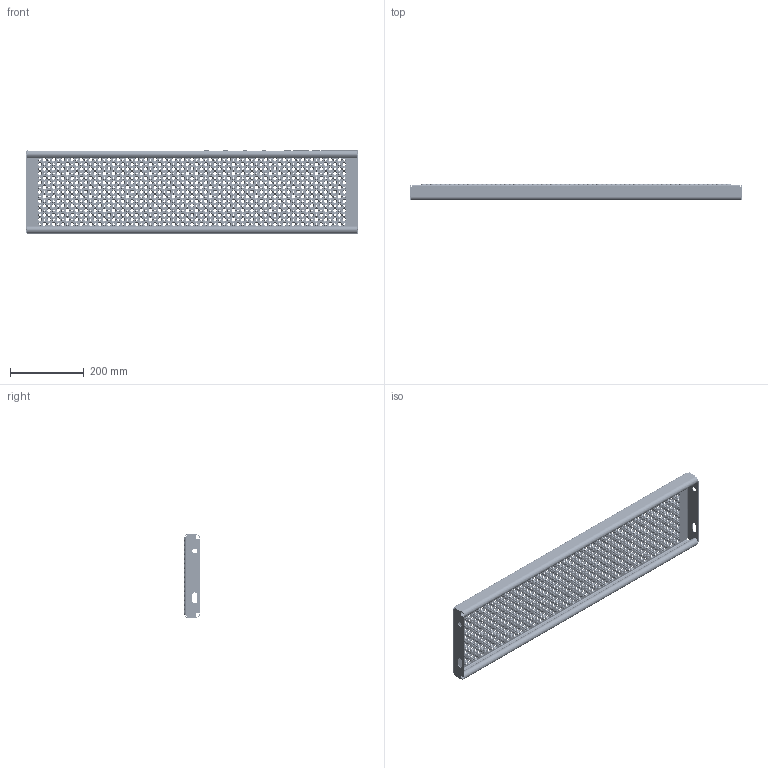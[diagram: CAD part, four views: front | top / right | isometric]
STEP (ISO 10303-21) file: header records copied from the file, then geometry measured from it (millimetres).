
FILE_DESCRIPTION (( 'STEP AP203' ), '1' );
FILE_NAME ('20635_ACHILTRIN_225x900x45_M_OPTRÆK.STEP', '2011-08-12T09:16:56', ( 'JKJ' ), ( '' ), 'SwSTEP 2.0', 'SolidWorks 2011', '' );
FILE_SCHEMA (( 'CONFIG_CONTROL_DESIGN' ));
Length unit declared in the file: millimetre
Products named in the file (1): 20635_ACHILTRIN_225x900x45_M_OPTRÆK
Bounding box: 900 x 45 x 225 mm (x, y, z)
Volume: 717704.1 mm3; surface area: 757193.5 mm2
Topology: 1 solids, 1 shells, 8055 faces, 18424 edges, 11510 vertices
Faces by surface type: cone 4556, cylinder 2314, plane 1177, bspline 8
Entity records: 235313 total; most frequent: DIRECTION 45934, CARTESIAN_POINT 38582, ORIENTED_EDGE 36848, AXIS2_PLACEMENT_3D 19494, EDGE_CURVE 18424, VERTEX_POINT 11510, EDGE_LOOP 11480, CIRCLE 11446
